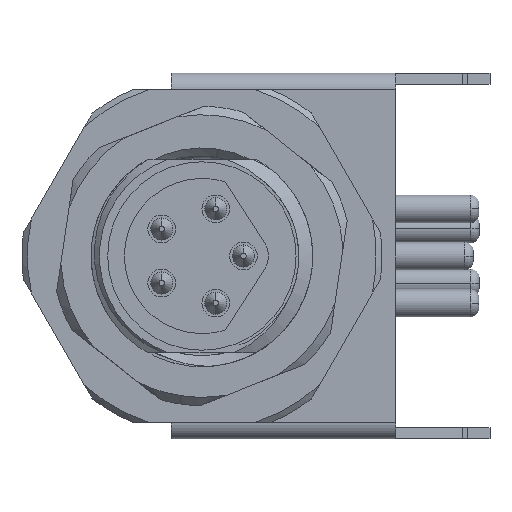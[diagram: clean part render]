
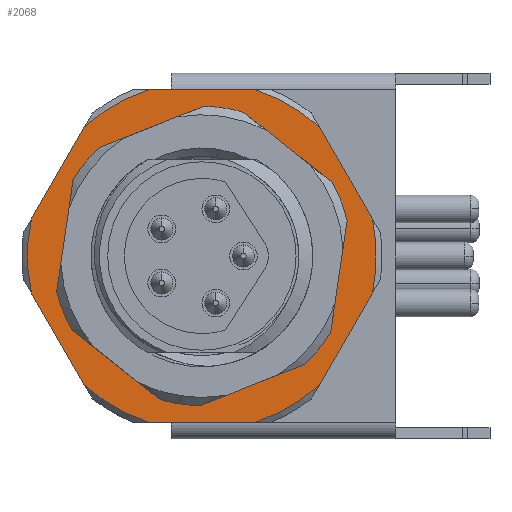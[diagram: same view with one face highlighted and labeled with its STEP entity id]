
A CAD part, left-side view. The second image highlights one B-rep face of the part: STEP entity #2068.
In plain terms, the highlighted planar face has unit normal (-1, 0, 0).
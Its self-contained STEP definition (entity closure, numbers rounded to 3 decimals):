
#496 = CIRCLE ( 'NONE', #17529, 6.3 ) ;
#552 = CARTESIAN_POINT ( 'NONE',  ( -3.5, 0., 0. ) ) ;
#596 = CARTESIAN_POINT ( 'NONE',  ( -3.5, 4.236, 4.664 ) ) ;
#961 = CARTESIAN_POINT ( 'NONE',  ( -3.5, -3.464, -6. ) ) ;
#995 = ORIENTED_EDGE ( 'NONE', *, *, #11546, .T. ) ;
#1556 = DIRECTION ( 'NONE',  ( 0., 0., -1. ) ) ;
#1627 = DIRECTION ( 'NONE',  ( 0., 0., -1. ) ) ;
#2044 = EDGE_CURVE ( 'NONE', #17511, #32297, #23581, .T. ) ;
#2068 = ADVANCED_FACE ( 'NONE', ( #22128, #10573 ), #33333, .F. ) ;
#2231 = CARTESIAN_POINT ( 'NONE',  ( -3.5, 6.928, 0. ) ) ;
#2268 = CARTESIAN_POINT ( 'NONE',  ( -3.5, 0., 3.5 ) ) ;
#2342 = VECTOR ( 'NONE', #21099, 1000. ) ;
#2404 = CIRCLE ( 'NONE', #24703, 3.5 ) ;
#2614 = VECTOR ( 'NONE', #8306, 1000. ) ;
#4081 = VERTEX_POINT ( 'NONE', #13973 ) ;
#4328 = VECTOR ( 'NONE', #17055, 1000. ) ;
#4408 = VERTEX_POINT ( 'NONE', #32295 ) ;
#4634 = LINE ( 'NONE', #2231, #10004 ) ;
#4732 = DIRECTION ( 'NONE',  ( -1., 0., 0. ) ) ;
#5268 = VERTEX_POINT ( 'NONE', #2268 ) ;
#5666 = CIRCLE ( 'NONE', #10934, 3.5 ) ;
#5975 = AXIS2_PLACEMENT_3D ( 'NONE', #15333, #29116, #26200 ) ;
#6193 = EDGE_CURVE ( 'NONE', #36015, #17544, #26326, .T. ) ;
#6203 = CARTESIAN_POINT ( 'NONE',  ( -3.5, 0., 0. ) ) ;
#6900 = EDGE_CURVE ( 'NONE', #32297, #30532, #9798, .T. ) ;
#7165 = CARTESIAN_POINT ( 'NONE',  ( -3.5, 0., 0. ) ) ;
#7479 = EDGE_CURVE ( 'NONE', #19842, #5268, #5666, .T. ) ;
#8185 = DIRECTION ( 'NONE',  ( 1., 0., 0. ) ) ;
#8306 = DIRECTION ( 'NONE',  ( 0., 1., 0. ) ) ;
#9023 = CARTESIAN_POINT ( 'NONE',  ( -3.5, 1.921, 6. ) ) ;
#9798 = LINE ( 'NONE', #20983, #34376 ) ;
#10004 = VECTOR ( 'NONE', #27222, 1000. ) ;
#10478 = AXIS2_PLACEMENT_3D ( 'NONE', #35352, #31850, #1556 ) ;
#10573 = FACE_OUTER_BOUND ( 'NONE', #28086, .T. ) ;
#10725 = AXIS2_PLACEMENT_3D ( 'NONE', #6203, #29317, #34277 ) ;
#10934 = AXIS2_PLACEMENT_3D ( 'NONE', #26294, #4732, #20750 ) ;
#11546 = EDGE_CURVE ( 'NONE', #17544, #4408, #34386, .T. ) ;
#11773 = DIRECTION ( 'NONE',  ( 0., 0., -1. ) ) ;
#12173 = DIRECTION ( 'NONE',  ( 0., -0.5, 0.866 ) ) ;
#12175 = EDGE_CURVE ( 'NONE', #34300, #17553, #496, .T. ) ;
#13779 = CIRCLE ( 'NONE', #27849, 6.3 ) ;
#13973 = CARTESIAN_POINT ( 'NONE',  ( -3.5, 6.157, -1.336 ) ) ;
#13974 = ORIENTED_EDGE ( 'NONE', *, *, #2044, .T. ) ;
#14050 = DIRECTION ( 'NONE',  ( 0., 0., -1. ) ) ;
#14242 = ORIENTED_EDGE ( 'NONE', *, *, #17207, .T. ) ;
#14386 = ORIENTED_EDGE ( 'NONE', *, *, #6193, .T. ) ;
#14680 = VECTOR ( 'NONE', #12173, 1000. ) ;
#15065 = CARTESIAN_POINT ( 'NONE',  ( -3.5, 1.921, -6. ) ) ;
#15333 = CARTESIAN_POINT ( 'NONE',  ( -3.5, 0., 0. ) ) ;
#15414 = CARTESIAN_POINT ( 'NONE',  ( -3.5, -4.236, -4.664 ) ) ;
#15585 = DIRECTION ( 'NONE',  ( -1., 0., 0. ) ) ;
#15668 = ORIENTED_EDGE ( 'NONE', *, *, #26635, .F. ) ;
#15764 = ORIENTED_EDGE ( 'NONE', *, *, #23004, .T. ) ;
#16002 = CIRCLE ( 'NONE', #10725, 6.3 ) ;
#16042 = EDGE_CURVE ( 'NONE', #17553, #36015, #29735, .T. ) ;
#17047 = ORIENTED_EDGE ( 'NONE', *, *, #12175, .T. ) ;
#17055 = DIRECTION ( 'NONE',  ( 0., 0.5, 0.866 ) ) ;
#17207 = EDGE_CURVE ( 'NONE', #4081, #34300, #4634, .T. ) ;
#17511 = VERTEX_POINT ( 'NONE', #9023 ) ;
#17529 = AXIS2_PLACEMENT_3D ( 'NONE', #552, #28473, #11773 ) ;
#17544 = VERTEX_POINT ( 'NONE', #15414 ) ;
#17553 = VERTEX_POINT ( 'NONE', #15065 ) ;
#17882 = DIRECTION ( 'NONE',  ( 0., 0., 1. ) ) ;
#18697 = EDGE_CURVE ( 'NONE', #30501, #23200, #24663, .T. ) ;
#18821 = DIRECTION ( 'NONE',  ( -1., 0., 0. ) ) ;
#19803 = CARTESIAN_POINT ( 'NONE',  ( -3.5, 0., -3.5 ) ) ;
#19842 = VERTEX_POINT ( 'NONE', #19803 ) ;
#20069 = AXIS2_PLACEMENT_3D ( 'NONE', #25258, #8185, #14050 ) ;
#20084 = DIRECTION ( 'NONE',  ( -1., 0., 0. ) ) ;
#20732 = ORIENTED_EDGE ( 'NONE', *, *, #6900, .T. ) ;
#20750 = DIRECTION ( 'NONE',  ( 0., 0., 1. ) ) ;
#20983 = CARTESIAN_POINT ( 'NONE',  ( -3.5, 3.464, 6. ) ) ;
#21094 = ORIENTED_EDGE ( 'NONE', *, *, #28296, .T. ) ;
#21099 = DIRECTION ( 'NONE',  ( 0., -1., 0. ) ) ;
#21800 = CIRCLE ( 'NONE', #5975, 6.3 ) ;
#21816 = CARTESIAN_POINT ( 'NONE',  ( -3.5, -1.921, 6. ) ) ;
#22128 = FACE_BOUND ( 'NONE', #35354, .T. ) ;
#22476 = CARTESIAN_POINT ( 'NONE',  ( -3.5, -1.921, -6. ) ) ;
#23004 = EDGE_CURVE ( 'NONE', #4408, #30501, #13779, .T. ) ;
#23200 = VERTEX_POINT ( 'NONE', #35061 ) ;
#23581 = CIRCLE ( 'NONE', #32396, 6.3 ) ;
#24511 = VERTEX_POINT ( 'NONE', #21816 ) ;
#24663 = LINE ( 'NONE', #32726, #4328 ) ;
#24703 = AXIS2_PLACEMENT_3D ( 'NONE', #28364, #20084, #17882 ) ;
#25076 = DIRECTION ( 'NONE',  ( 0., 0., -1. ) ) ;
#25088 = ORIENTED_EDGE ( 'NONE', *, *, #33425, .T. ) ;
#25258 = CARTESIAN_POINT ( 'NONE',  ( -3.5, 6.5, 0. ) ) ;
#25381 = LINE ( 'NONE', #33449, #2614 ) ;
#26200 = DIRECTION ( 'NONE',  ( 0., 0., -1. ) ) ;
#26294 = CARTESIAN_POINT ( 'NONE',  ( -3.5, 0., 0. ) ) ;
#26326 = CIRCLE ( 'NONE', #10478, 6.3 ) ;
#26635 = EDGE_CURVE ( 'NONE', #5268, #19842, #2404, .T. ) ;
#26989 = CARTESIAN_POINT ( 'NONE',  ( -3.5, 3.464, -6. ) ) ;
#27222 = DIRECTION ( 'NONE',  ( 0., -0.5, -0.866 ) ) ;
#27648 = CARTESIAN_POINT ( 'NONE',  ( -3.5, 0., 0. ) ) ;
#27849 = AXIS2_PLACEMENT_3D ( 'NONE', #7165, #15585, #1627 ) ;
#28086 = EDGE_LOOP ( 'NONE', ( #28921, #32577, #25088, #13974, #20732, #21094, #14242, #17047, #35317, #14386, #995, #15764 ) ) ;
#28296 = EDGE_CURVE ( 'NONE', #30532, #4081, #21800, .T. ) ;
#28364 = CARTESIAN_POINT ( 'NONE',  ( -3.5, 0., 0. ) ) ;
#28473 = DIRECTION ( 'NONE',  ( -1., 0., 0. ) ) ;
#28921 = ORIENTED_EDGE ( 'NONE', *, *, #18697, .T. ) ;
#29116 = DIRECTION ( 'NONE',  ( -1., 0., 0. ) ) ;
#29317 = DIRECTION ( 'NONE',  ( -1., 0., 0. ) ) ;
#29368 = CARTESIAN_POINT ( 'NONE',  ( -3.5, -6.157, 1.336 ) ) ;
#29689 = EDGE_CURVE ( 'NONE', #23200, #24511, #16002, .T. ) ;
#29735 = LINE ( 'NONE', #26989, #2342 ) ;
#30501 = VERTEX_POINT ( 'NONE', #29368 ) ;
#30532 = VERTEX_POINT ( 'NONE', #32476 ) ;
#31850 = DIRECTION ( 'NONE',  ( -1., 0., 0. ) ) ;
#32184 = DIRECTION ( 'NONE',  ( 0., 0.5, -0.866 ) ) ;
#32203 = ORIENTED_EDGE ( 'NONE', *, *, #7479, .F. ) ;
#32295 = CARTESIAN_POINT ( 'NONE',  ( -3.5, -6.157, -1.336 ) ) ;
#32297 = VERTEX_POINT ( 'NONE', #596 ) ;
#32396 = AXIS2_PLACEMENT_3D ( 'NONE', #27648, #18821, #25076 ) ;
#32476 = CARTESIAN_POINT ( 'NONE',  ( -3.5, 6.157, 1.336 ) ) ;
#32577 = ORIENTED_EDGE ( 'NONE', *, *, #29689, .T. ) ;
#32726 = CARTESIAN_POINT ( 'NONE',  ( -3.5, -6.928, 0. ) ) ;
#33333 = PLANE ( 'NONE',  #20069 ) ;
#33425 = EDGE_CURVE ( 'NONE', #24511, #17511, #25381, .T. ) ;
#33449 = CARTESIAN_POINT ( 'NONE',  ( -3.5, -3.464, 6. ) ) ;
#34277 = DIRECTION ( 'NONE',  ( 0., 0., -1. ) ) ;
#34300 = VERTEX_POINT ( 'NONE', #35586 ) ;
#34376 = VECTOR ( 'NONE', #32184, 1000. ) ;
#34386 = LINE ( 'NONE', #961, #14680 ) ;
#35061 = CARTESIAN_POINT ( 'NONE',  ( -3.5, -4.236, 4.664 ) ) ;
#35317 = ORIENTED_EDGE ( 'NONE', *, *, #16042, .T. ) ;
#35352 = CARTESIAN_POINT ( 'NONE',  ( -3.5, 0., 0. ) ) ;
#35354 = EDGE_LOOP ( 'NONE', ( #15668, #32203 ) ) ;
#35586 = CARTESIAN_POINT ( 'NONE',  ( -3.5, 4.236, -4.664 ) ) ;
#36015 = VERTEX_POINT ( 'NONE', #22476 ) ;
